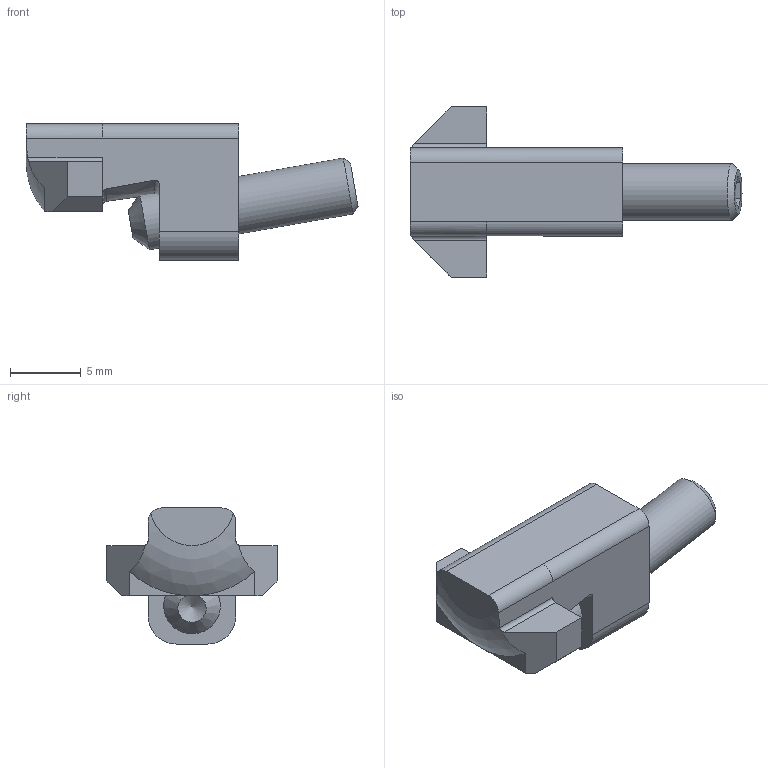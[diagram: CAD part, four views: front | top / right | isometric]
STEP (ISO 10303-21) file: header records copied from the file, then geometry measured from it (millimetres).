
FILE_DESCRIPTION(/* description */ (''),/* implementation_level */ '2;1');
FILE_NAME(/* name */ '11800_KriTec_Potentialausgleich_6.stp',/* time_stamp */ '2014-09-16T15:06:00+02:00',/* author */ ('kostic'),/* organization */ (''),/* preprocessor_version */ 'ST-DEVELOPER v15.2',/* originating_system */ 'Autodesk Inventor 2014',/* authorisation */ '');
FILE_SCHEMA (('AUTOMOTIVE_DESIGN { 1 0 10303 214 3 1 1 }'));
Length unit declared in the file: millimetre
Products named in the file (3): Potentialausgleich_6_verzinkt; DIN 916 - M4  x  16; 11800_KriTec_Potentialausgleich_6
Bounding box: 23.41 x 12 x 9.6 mm (x, y, z)
Volume: 848.9 mm3; surface area: 836 mm2
Topology: 2 solids, 2 shells, 53 faces, 141 edges, 90 vertices
Faces by surface type: plane 36, cylinder 9, cone 5, torus 2, bspline 1
Full cylindrical faces by diameter (mm): 3.2 x1, 4 x1
Entity records: 1786 total; most frequent: CARTESIAN_POINT 451, ORIENTED_EDGE 266, DIRECTION 263, EDGE_CURVE 133, AXIS2_PLACEMENT_3D 91, VERTEX_POINT 88, LINE 81, VECTOR 81
